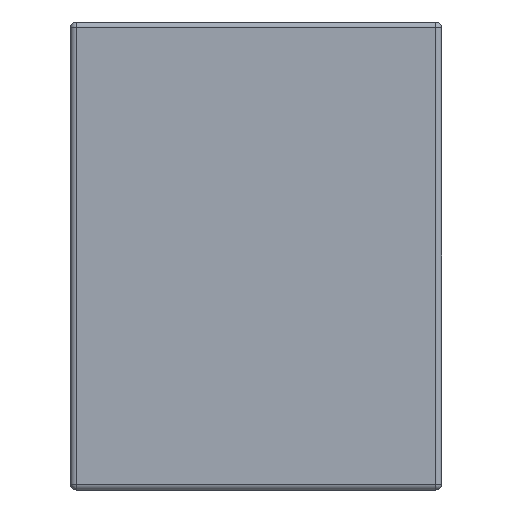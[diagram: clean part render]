
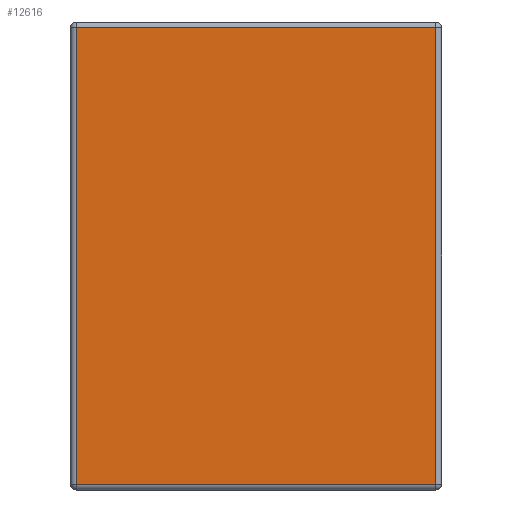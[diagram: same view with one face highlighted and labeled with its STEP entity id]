
A CAD part, left-side view. The second image highlights one B-rep face of the part: STEP entity #12616.
In plain terms, the highlighted planar face has unit normal (-1, 0, 0).
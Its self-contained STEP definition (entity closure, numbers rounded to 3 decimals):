
#3708=DIRECTION('',(0.,0.,-1.));
#3709=VECTOR('',#3708,3.12);
#3710=CARTESIAN_POINT('',(-2.25,0.04,1.56));
#3711=LINE('',#3710,#3709);
#3715=DIRECTION('',(0.,1.,0.));
#3716=VECTOR('',#3715,2.46);
#3717=CARTESIAN_POINT('',(-2.25,0.04,-1.56));
#3718=LINE('',#3717,#3716);
#3722=DIRECTION('',(0.,0.,1.));
#3723=VECTOR('',#3722,3.12);
#3724=CARTESIAN_POINT('',(-2.25,2.5,-1.56));
#3725=LINE('',#3724,#3723);
#3729=DIRECTION('',(0.,-1.,0.));
#3730=VECTOR('',#3729,2.46);
#3731=CARTESIAN_POINT('',(-2.25,2.5,1.56));
#3732=LINE('',#3731,#3730);
#6088=CARTESIAN_POINT('',(-2.25,0.04,1.56));
#6089=CARTESIAN_POINT('',(-2.25,0.04,-1.56));
#6090=VERTEX_POINT('',#6088);
#6091=VERTEX_POINT('',#6089);
#6096=CARTESIAN_POINT('',(-2.25,2.5,-1.56));
#6097=VERTEX_POINT('',#6096);
#6102=CARTESIAN_POINT('',(-2.25,2.5,1.56));
#6103=VERTEX_POINT('',#6102);
#12604=CARTESIAN_POINT('',(-2.25,0.,-1.6));
#12605=DIRECTION('',(-1.,0.,0.));
#12606=DIRECTION('',(0.,0.,1.));
#12607=AXIS2_PLACEMENT_3D('',#12604,#12605,#12606);
#12608=PLANE('',#12607);
#12610=ORIENTED_EDGE('',*,*,#12609,.T.);
#12611=ORIENTED_EDGE('',*,*,#11543,.T.);
#12612=ORIENTED_EDGE('',*,*,#12586,.T.);
#12613=ORIENTED_EDGE('',*,*,#10303,.T.);
#12614=EDGE_LOOP('',(#12610,#12611,#12612,#12613));
#12615=FACE_OUTER_BOUND('',#12614,.F.);
#12616=ADVANCED_FACE('',(#12615),#12608,.T.);
#10303=EDGE_CURVE('',#6103,#6090,#3732,.T.);
#11543=EDGE_CURVE('',#6091,#6097,#3718,.T.);
#12586=EDGE_CURVE('',#6097,#6103,#3725,.T.);
#12609=EDGE_CURVE('',#6090,#6091,#3711,.T.);
